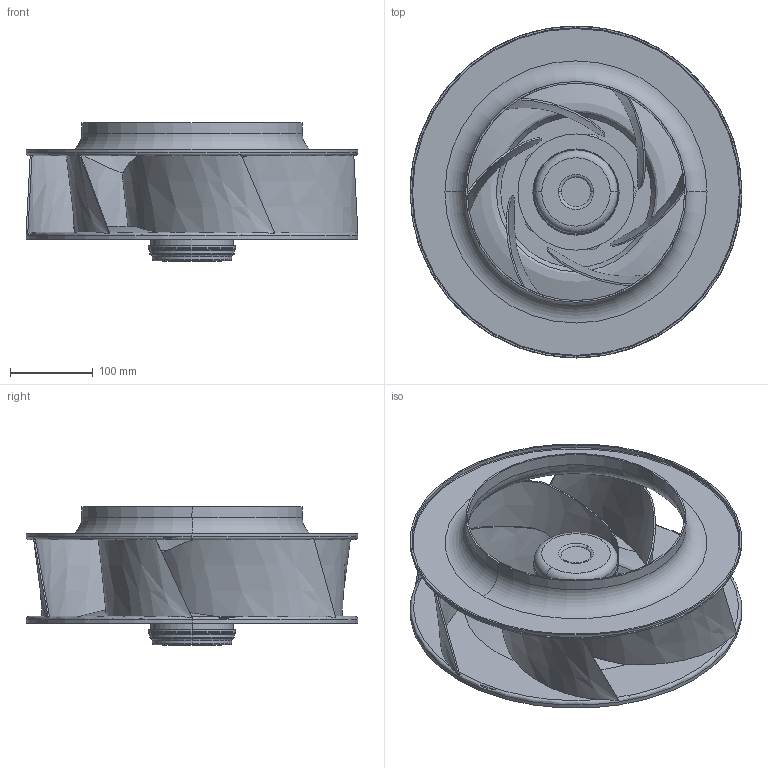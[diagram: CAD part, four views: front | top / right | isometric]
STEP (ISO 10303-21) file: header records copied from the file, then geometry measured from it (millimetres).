
FILE_DESCRIPTION((''),'2;1');
FILE_NAME('EC400_ASM','2019-04-20T',('Administrator'),(''),'PRO/ENGINEER BY PARAMETRIC TECHNOLOGY CORPORATION, 2009440','PRO/ENGINEER BY PARAMETRIC TECHNOLOGY CORPORATION, 2009440','');
FILE_SCHEMA(('CONFIG_CONTROL_DESIGN'));
Length unit declared in the file: millimetre
Products named in the file (6): ASM_ASM_4_ASM_ASM; 102TIEKE_2; 400-LVWAIKUANG_1; ASM_ASM_ASM_ASM; 102-DIZUO; EC400_ASM
Assembly tree (5 placements, depth 3):
  EC400_ASM
    ASM_ASM_ASM_ASM
      ASM_ASM_4_ASM_ASM
      102TIEKE_2
      400-LVWAIKUANG_1
    102-DIZUO
Bounding box: 400 x 400 x 167 mm (x, y, z)
Volume: 946508.8 mm3; surface area: 856715.8 mm2
Topology: 3 solids, 3 shells, 269 faces, 774 edges, 512 vertices
Faces by surface type: plane 79, torus 68, cylinder 60, cone 26, bspline 18, revolution 18
Entity records: 12117 total; most frequent: CARTESIAN_POINT 4867, ORIENTED_EDGE 1548, DIRECTION 1526, EDGE_CURVE 774, AXIS2_PLACEMENT_3D 695, VERTEX_POINT 512, CIRCLE 448, EDGE_LOOP 302
